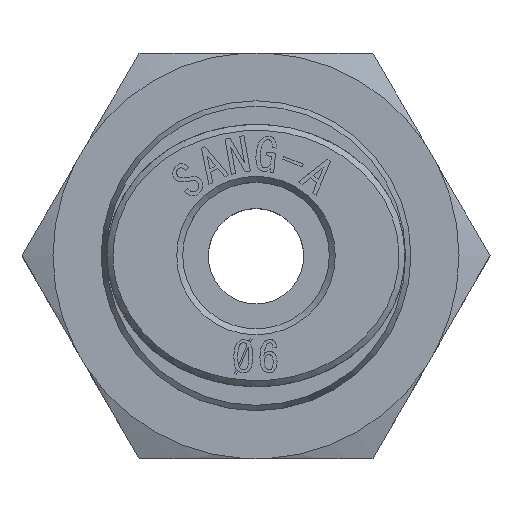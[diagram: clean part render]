
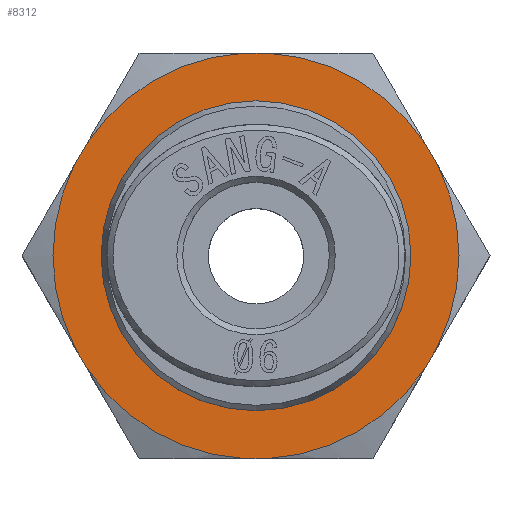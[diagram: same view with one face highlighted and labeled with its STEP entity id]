
A CAD part, top view. The second image highlights one B-rep face of the part: STEP entity #8312.
In plain terms, the highlighted face is planar.
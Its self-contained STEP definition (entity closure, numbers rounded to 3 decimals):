
#5616=CARTESIAN_POINT('',(8.5,14.0,-0.504));
#5617=VERTEX_POINT('',#5616);
#5631=CARTESIAN_POINT('',(8.5,14.0,0.504));
#5632=VERTEX_POINT('',#5631);
#5633=CARTESIAN_POINT('',(8.5,14.,0.504));
#5634=DIRECTION('',(0.0,0.0,-1.0));
#5635=VECTOR('',#5634,1.009);
#5636=LINE('',#5633,#5635);
#5637=EDGE_CURVE('',#5632,#5617,#5636,.T.);
#7318=CARTESIAN_POINT('',(-8.5,14.0,0.504));
#7319=VERTEX_POINT('',#7318);
#7333=CARTESIAN_POINT('',(-8.5,14.0,-0.504));
#7334=VERTEX_POINT('',#7333);
#7335=CARTESIAN_POINT('',(-8.5,14.,-0.504));
#7336=DIRECTION('',(0.0,0.0,1.0));
#7337=VECTOR('',#7336,1.009);
#7338=LINE('',#7335,#7337);
#7339=EDGE_CURVE('',#7334,#7319,#7338,.T.);
#7928=CARTESIAN_POINT('',(-3.813,14.0,7.613));
#7929=VERTEX_POINT('',#7928);
#7943=CARTESIAN_POINT('',(-4.687,14.0,7.109));
#7944=VERTEX_POINT('',#7943);
#7945=CARTESIAN_POINT('',(-4.687,14.,7.109));
#7946=DIRECTION('',(0.866,0.0,0.5));
#7947=VECTOR('',#7946,1.009);
#7948=LINE('',#7945,#7947);
#7949=EDGE_CURVE('',#7944,#7929,#7948,.T.);
#7982=CARTESIAN_POINT('',(4.687,14.0,7.109));
#7983=VERTEX_POINT('',#7982);
#7997=CARTESIAN_POINT('',(3.813,14.0,7.613));
#7998=VERTEX_POINT('',#7997);
#7999=CARTESIAN_POINT('',(3.813,14.0,7.613));
#8000=DIRECTION('',(0.866,0.0,-0.5));
#8001=VECTOR('',#8000,1.009);
#8002=LINE('',#7999,#8001);
#8003=EDGE_CURVE('',#7998,#7983,#8002,.T.);
#8038=CARTESIAN_POINT('',(-4.687,14.0,-7.109));
#8039=VERTEX_POINT('',#8038);
#8053=CARTESIAN_POINT('',(-3.813,14.0,-7.613));
#8054=VERTEX_POINT('',#8053);
#8055=CARTESIAN_POINT('',(-3.813,14.0,-7.613));
#8056=DIRECTION('',(-0.866,0.0,0.5));
#8057=VECTOR('',#8056,1.009);
#8058=LINE('',#8055,#8057);
#8059=EDGE_CURVE('',#8054,#8039,#8058,.T.);
#8106=CARTESIAN_POINT('',(3.813,14.0,-7.613));
#8107=VERTEX_POINT('',#8106);
#8121=CARTESIAN_POINT('',(4.687,14.0,-7.109));
#8122=VERTEX_POINT('',#8121);
#8123=CARTESIAN_POINT('',(4.687,14.,-7.109));
#8124=DIRECTION('',(-0.866,0.0,-0.5));
#8125=VECTOR('',#8124,1.009);
#8126=LINE('',#8123,#8125);
#8127=EDGE_CURVE('',#8122,#8107,#8126,.T.);
#8175=CARTESIAN_POINT('',(0.0,14.,0.0));
#8176=DIRECTION('',(0.0,1.0,0.0));
#8177=DIRECTION('',(0.0,0.0,-1.0));
#8178=AXIS2_PLACEMENT_3D('',#8175,#8176,#8177);
#8179=CIRCLE('',#8178,8.515);
#8180=EDGE_CURVE('',#8039,#7334,#8179,.T.);
#8192=CARTESIAN_POINT('',(0.0,14.,0.0));
#8193=DIRECTION('',(0.0,1.0,0.0));
#8194=DIRECTION('',(0.0,0.0,-1.0));
#8195=AXIS2_PLACEMENT_3D('',#8192,#8193,#8194);
#8196=CIRCLE('',#8195,8.515);
#8197=EDGE_CURVE('',#8107,#8054,#8196,.T.);
#8209=CARTESIAN_POINT('',(0.0,14.,0.0));
#8210=DIRECTION('',(0.0,1.0,0.0));
#8211=DIRECTION('',(0.0,0.0,-1.0));
#8212=AXIS2_PLACEMENT_3D('',#8209,#8210,#8211);
#8213=CIRCLE('',#8212,8.515);
#8214=EDGE_CURVE('',#5617,#8122,#8213,.T.);
#8226=CARTESIAN_POINT('',(0.0,14.,0.0));
#8227=DIRECTION('',(0.0,1.0,0.0));
#8228=DIRECTION('',(0.0,0.0,-1.0));
#8229=AXIS2_PLACEMENT_3D('',#8226,#8227,#8228);
#8230=CIRCLE('',#8229,8.515);
#8231=EDGE_CURVE('',#7983,#5632,#8230,.T.);
#8243=CARTESIAN_POINT('',(0.0,14.,0.0));
#8244=DIRECTION('',(0.0,1.0,0.0));
#8245=DIRECTION('',(0.0,0.0,-1.0));
#8246=AXIS2_PLACEMENT_3D('',#8243,#8244,#8245);
#8247=CIRCLE('',#8246,8.515);
#8248=EDGE_CURVE('',#7929,#7998,#8247,.T.);
#8261=CARTESIAN_POINT('',(0.0,14.,0.0));
#8262=DIRECTION('',(0.0,1.0,0.0));
#8263=DIRECTION('',(0.0,0.0,-1.0));
#8264=AXIS2_PLACEMENT_3D('',#8261,#8262,#8263);
#8265=CIRCLE('',#8264,8.515);
#8266=EDGE_CURVE('',#7319,#7944,#8265,.T.);
#8282=CARTESIAN_POINT('',(0.,14.,0.));
#8283=DIRECTION('',(0.0,-1.0,0.0));
#8284=DIRECTION('',(0.0,0.0,-1.0));
#8285=AXIS2_PLACEMENT_3D('',#8282,#8283,#8284);
#8286=PLANE('',#8285);
#8287=ORIENTED_EDGE('',*,*,#8266,.T.);
#8288=ORIENTED_EDGE('',*,*,#7949,.T.);
#8289=ORIENTED_EDGE('',*,*,#8248,.T.);
#8290=ORIENTED_EDGE('',*,*,#8003,.T.);
#8291=ORIENTED_EDGE('',*,*,#8231,.T.);
#8292=ORIENTED_EDGE('',*,*,#5637,.T.);
#8293=ORIENTED_EDGE('',*,*,#8214,.T.);
#8294=ORIENTED_EDGE('',*,*,#8127,.T.);
#8295=ORIENTED_EDGE('',*,*,#8197,.T.);
#8296=ORIENTED_EDGE('',*,*,#8059,.T.);
#8297=ORIENTED_EDGE('',*,*,#8180,.T.);
#8298=ORIENTED_EDGE('',*,*,#7339,.T.);
#8299=EDGE_LOOP('',(#8287,#8288,#8289,#8290,#8291,#8292,#8293,#8294,#8295,#8296,#8297,#8298));
#8300=FACE_OUTER_BOUND('',#8299,.T.);
#8301=CARTESIAN_POINT('',(-6.5,14.0,0.0));
#8302=VERTEX_POINT('',#8301);
#8303=CARTESIAN_POINT('',(0.,14.0,0.0));
#8304=DIRECTION('',(0.0,1.0,0.0));
#8305=DIRECTION('',(-1.0,0.0,0.0));
#8306=AXIS2_PLACEMENT_3D('',#8303,#8304,#8305);
#8307=CIRCLE('',#8306,6.5);
#8308=EDGE_CURVE('',#8302,#8302,#8307,.T.);
#8309=ORIENTED_EDGE('',*,*,#8308,.F.);
#8310=EDGE_LOOP('',(#8309));
#8311=FACE_BOUND('',#8310,.T.);
#8312=ADVANCED_FACE('',(#8300,#8311),#8286,.F.);
